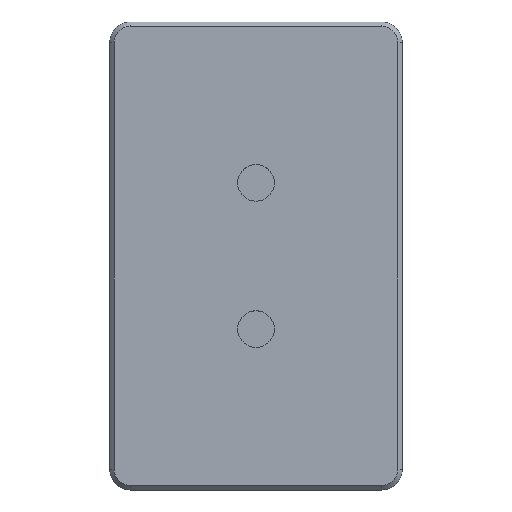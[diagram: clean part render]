
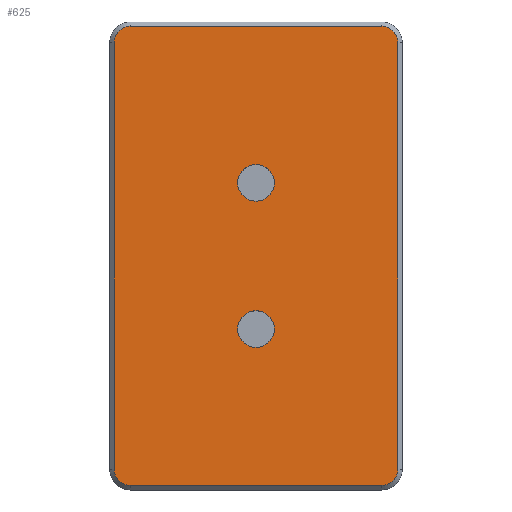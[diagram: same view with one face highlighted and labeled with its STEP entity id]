
A CAD part, top view. The second image highlights one B-rep face of the part: STEP entity #625.
In plain terms, the highlighted planar face has unit normal (0, 0, 1).
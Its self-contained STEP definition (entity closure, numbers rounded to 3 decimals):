
#16=FACE_BOUND('',#115,.T.);
#17=FACE_BOUND('',#116,.T.);
#40=PLANE('',#691);
#73=FACE_OUTER_BOUND('',#114,.T.);
#114=EDGE_LOOP('',(#505,#506,#507,#508,#509,#510,#511,#512));
#115=EDGE_LOOP('',(#513));
#116=EDGE_LOOP('',(#514));
#156=LINE('',#961,#222);
#160=LINE('',#973,#226);
#164=LINE('',#985,#230);
#175=LINE('',#1015,#241);
#222=VECTOR('',#770,10.);
#226=VECTOR('',#782,10.);
#230=VECTOR('',#794,10.);
#241=VECTOR('',#825,10.);
#269=CIRCLE('',#660,1.25);
#271=CIRCLE('',#664,1.25);
#274=CIRCLE('',#676,1.1);
#276=CIRCLE('',#680,1.1);
#280=CIRCLE('',#690,1.1);
#281=CIRCLE('',#692,1.1);
#289=VERTEX_POINT('',#909);
#291=VERTEX_POINT('',#916);
#306=VERTEX_POINT('',#958);
#307=VERTEX_POINT('',#960);
#310=VERTEX_POINT('',#967);
#311=VERTEX_POINT('',#972);
#314=VERTEX_POINT('',#979);
#315=VERTEX_POINT('',#984);
#323=VERTEX_POINT('',#1010);
#324=VERTEX_POINT('',#1014);
#341=EDGE_CURVE('',#289,#289,#269,.T.);
#344=EDGE_CURVE('',#291,#291,#271,.T.);
#364=EDGE_CURVE('',#306,#307,#156,.T.);
#369=EDGE_CURVE('',#307,#310,#274,.T.);
#370=EDGE_CURVE('',#310,#311,#160,.T.);
#375=EDGE_CURVE('',#311,#314,#276,.T.);
#376=EDGE_CURVE('',#314,#315,#164,.T.);
#390=EDGE_CURVE('',#323,#306,#280,.T.);
#391=EDGE_CURVE('',#324,#323,#175,.T.);
#392=EDGE_CURVE('',#315,#324,#281,.T.);
#505=ORIENTED_EDGE('',*,*,#391,.F.);
#506=ORIENTED_EDGE('',*,*,#392,.F.);
#507=ORIENTED_EDGE('',*,*,#376,.F.);
#508=ORIENTED_EDGE('',*,*,#375,.F.);
#509=ORIENTED_EDGE('',*,*,#370,.F.);
#510=ORIENTED_EDGE('',*,*,#369,.F.);
#511=ORIENTED_EDGE('',*,*,#364,.F.);
#512=ORIENTED_EDGE('',*,*,#390,.F.);
#513=ORIENTED_EDGE('',*,*,#341,.T.);
#514=ORIENTED_EDGE('',*,*,#344,.T.);
#625=ADVANCED_FACE('',(#73,#16,#17),#40,.T.);
#660=AXIS2_PLACEMENT_3D('',#910,#723,#724);
#664=AXIS2_PLACEMENT_3D('',#917,#732,#733);
#676=AXIS2_PLACEMENT_3D('',#970,#778,#779);
#680=AXIS2_PLACEMENT_3D('',#982,#790,#791);
#690=AXIS2_PLACEMENT_3D('',#1012,#821,#822);
#691=AXIS2_PLACEMENT_3D('',#1013,#823,#824);
#692=AXIS2_PLACEMENT_3D('',#1016,#826,#827);
#723=DIRECTION('center_axis',(0.,0.,
-1.));
#724=DIRECTION('ref_axis',(-1.,0.,0.));
#732=DIRECTION('center_axis',(0.,0.,
-1.));
#733=DIRECTION('ref_axis',(-1.,0.,0.));
#770=DIRECTION('',(0.,-1.,0.));
#778=DIRECTION('center_axis',(0.,0.,
-1.));
#779=DIRECTION('ref_axis',(0.707,-0.707,0.));
#782=DIRECTION('',(-1.,0.,0.));
#790=DIRECTION('center_axis',(0.,0.,
-1.));
#791=DIRECTION('ref_axis',(-0.707,-0.707,0.));
#794=DIRECTION('',(0.,1.,0.));
#821=DIRECTION('center_axis',(0.,0.,
-1.));
#822=DIRECTION('ref_axis',(0.707,0.707,0.));
#823=DIRECTION('center_axis',(0.,0.,
1.));
#824=DIRECTION('ref_axis',(1.,0.,0.));
#825=DIRECTION('',(1.,0.,0.));
#826=DIRECTION('center_axis',(0.,0.,
-1.));
#827=DIRECTION('ref_axis',(-0.707,0.707,0.));
#909=CARTESIAN_POINT('',(607.814,-152.088,-52.638));
#910=CARTESIAN_POINT('Origin',(606.564,-152.088,-52.638));
#916=CARTESIAN_POINT('',(607.814,-162.088,-52.638));
#917=CARTESIAN_POINT('Origin',(606.564,-162.088,-52.638));
#958=CARTESIAN_POINT('',(616.264,-142.488,-52.638));
#960=CARTESIAN_POINT('',(616.264,-171.688,-52.638));
#961=CARTESIAN_POINT('',(616.264,-165.691,-52.638));
#967=CARTESIAN_POINT('',(615.164,-172.788,-52.638));
#970=CARTESIAN_POINT('Origin',(615.164,-171.688,-52.638));
#972=CARTESIAN_POINT('',(597.964,-172.788,-52.638));
#973=CARTESIAN_POINT('',(601.564,-172.788,-52.638));
#979=CARTESIAN_POINT('',(596.864,-171.688,-52.638));
#982=CARTESIAN_POINT('Origin',(597.964,-171.688,-52.638));
#984=CARTESIAN_POINT('',(596.864,-142.488,-52.638));
#985=CARTESIAN_POINT('',(596.864,-148.485,-52.638));
#1010=CARTESIAN_POINT('',(615.164,-141.388,-52.638));
#1012=CARTESIAN_POINT('Origin',(615.164,-142.488,-52.638));
#1013=CARTESIAN_POINT('Origin',(606.564,-157.088,-52.638));
#1014=CARTESIAN_POINT('',(597.964,-141.388,-52.638));
#1015=CARTESIAN_POINT('',(611.564,-141.388,-52.638));
#1016=CARTESIAN_POINT('Origin',(597.964,-142.488,-52.638));
